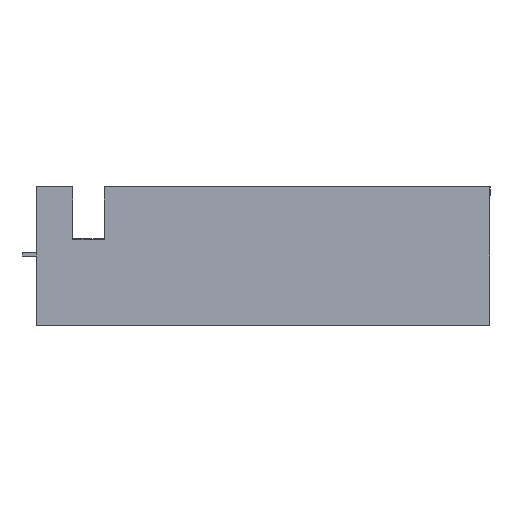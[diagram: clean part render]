
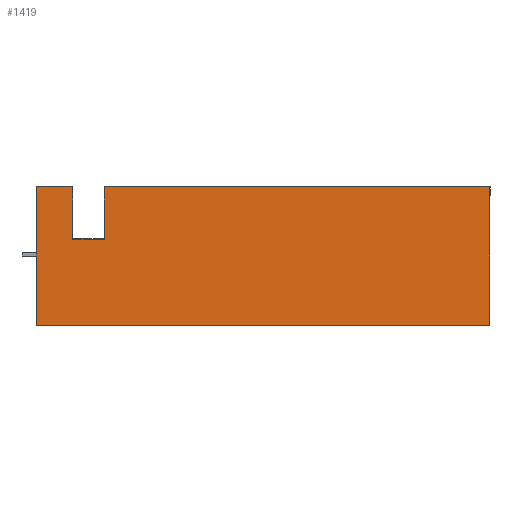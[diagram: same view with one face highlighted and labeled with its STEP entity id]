
A CAD part, left-side view. The second image highlights one B-rep face of the part: STEP entity #1419.
In plain terms, the highlighted planar face has unit normal (-1, 0, 0).
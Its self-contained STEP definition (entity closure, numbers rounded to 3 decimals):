
#92 = AXIS2_PLACEMENT_3D ( 'NONE', #6244, #1310, #1214 ) ;
#215 = LINE ( 'NONE', #2217, #4236 ) ;
#268 = VECTOR ( 'NONE', #3992, 1000. ) ;
#310 = VERTEX_POINT ( 'NONE', #6312 ) ;
#687 = EDGE_CURVE ( 'NONE', #1399, #310, #215, .T. ) ;
#764 = CARTESIAN_POINT ( 'NONE',  ( -0.4, -9.99, -0.4 ) ) ;
#872 = EDGE_CURVE ( 'NONE', #1399, #3843, #1607, .T. ) ;
#972 = LINE ( 'NONE', #2037, #268 ) ;
#1069 = VECTOR ( 'NONE', #5037, 1000. ) ;
#1071 = CARTESIAN_POINT ( 'NONE',  ( -0.4, 5.762, -0.4 ) ) ;
#1182 = ORIENTED_EDGE ( 'NONE', *, *, #3075, .F. ) ;
#1214 = DIRECTION ( 'NONE',  ( 0., 0., -1. ) ) ;
#1232 = CARTESIAN_POINT ( 'NONE',  ( -0.4, 3.393, 2.579 ) ) ;
#1244 = PLANE ( 'NONE',  #92 ) ;
#1310 = DIRECTION ( 'NONE',  ( 1., 0., 0. ) ) ;
#1399 = VERTEX_POINT ( 'NONE', #764 ) ;
#1419 = ADVANCED_FACE ( 'NONE', ( #4205 ), #1244, .F. ) ;
#1437 = CARTESIAN_POINT ( 'NONE',  ( -0.4, 3.393, 4.4 ) ) ;
#1500 = VERTEX_POINT ( 'NONE', #4856 ) ;
#1519 = VERTEX_POINT ( 'NONE', #4829 ) ;
#1556 = LINE ( 'NONE', #2484, #3635 ) ;
#1569 = ORIENTED_EDGE ( 'NONE', *, *, #1615, .F. ) ;
#1607 = LINE ( 'NONE', #2531, #5592 ) ;
#1615 = EDGE_CURVE ( 'NONE', #3360, #1500, #4583, .T. ) ;
#1623 = EDGE_LOOP ( 'NONE', ( #1182, #1569, #4760, #3381, #2168, #3910, #5528, #4235 ) ) ;
#1644 = VERTEX_POINT ( 'NONE', #1437 ) ;
#1675 = VECTOR ( 'NONE', #3199, 1000. ) ;
#1965 = EDGE_CURVE ( 'NONE', #3843, #3347, #3479, .T. ) ;
#2037 = CARTESIAN_POINT ( 'NONE',  ( -0.4, 2.252, 4.4 ) ) ;
#2061 = DIRECTION ( 'NONE',  ( 0., 1., 0. ) ) ;
#2168 = ORIENTED_EDGE ( 'NONE', *, *, #872, .F. ) ;
#2217 = CARTESIAN_POINT ( 'NONE',  ( -0.4, -9.99, 4.4 ) ) ;
#2330 = EDGE_CURVE ( 'NONE', #3360, #3347, #1556, .T. ) ;
#2484 = CARTESIAN_POINT ( 'NONE',  ( -0.4, 2.252, 4.4 ) ) ;
#2531 = CARTESIAN_POINT ( 'NONE',  ( -0.4, 2.252, -0.4 ) ) ;
#2697 = CARTESIAN_POINT ( 'NONE',  ( -0.4, 5.762, 4.4 ) ) ;
#2942 = EDGE_CURVE ( 'NONE', #1519, #1644, #5168, .T. ) ;
#3008 = VECTOR ( 'NONE', #3027, 1000. ) ;
#3027 = DIRECTION ( 'NONE',  ( 0., 0., 1. ) ) ;
#3075 = EDGE_CURVE ( 'NONE', #1500, #1519, #3682, .T. ) ;
#3199 = DIRECTION ( 'NONE',  ( 0., -1., 0. ) ) ;
#3347 = VERTEX_POINT ( 'NONE', #2697 ) ;
#3360 = VERTEX_POINT ( 'NONE', #6115 ) ;
#3381 = ORIENTED_EDGE ( 'NONE', *, *, #1965, .F. ) ;
#3479 = LINE ( 'NONE', #3505, #3008 ) ;
#3505 = CARTESIAN_POINT ( 'NONE',  ( -0.4, 5.762, 4.4 ) ) ;
#3635 = VECTOR ( 'NONE', #2061, 1000. ) ;
#3682 = LINE ( 'NONE', #1232, #1675 ) ;
#3843 = VERTEX_POINT ( 'NONE', #1071 ) ;
#3908 = DIRECTION ( 'NONE',  ( 0., 0., -1. ) ) ;
#3910 = ORIENTED_EDGE ( 'NONE', *, *, #687, .T. ) ;
#3992 = DIRECTION ( 'NONE',  ( 0., 1., 0. ) ) ;
#4185 = EDGE_CURVE ( 'NONE', #310, #1644, #972, .T. ) ;
#4205 = FACE_OUTER_BOUND ( 'NONE', #1623, .T. ) ;
#4235 = ORIENTED_EDGE ( 'NONE', *, *, #2942, .F. ) ;
#4236 = VECTOR ( 'NONE', #4627, 1000. ) ;
#4583 = LINE ( 'NONE', #5036, #5801 ) ;
#4584 = CARTESIAN_POINT ( 'NONE',  ( -0.4, 3.393, 2.579 ) ) ;
#4627 = DIRECTION ( 'NONE',  ( 0., 0., 1. ) ) ;
#4760 = ORIENTED_EDGE ( 'NONE', *, *, #2330, .T. ) ;
#4829 = CARTESIAN_POINT ( 'NONE',  ( -0.4, 3.393, 2.579 ) ) ;
#4856 = CARTESIAN_POINT ( 'NONE',  ( -0.4, 4.488, 2.579 ) ) ;
#5036 = CARTESIAN_POINT ( 'NONE',  ( -0.4, 4.488, 2.579 ) ) ;
#5037 = DIRECTION ( 'NONE',  ( 0., 0., 1. ) ) ;
#5168 = LINE ( 'NONE', #4584, #1069 ) ;
#5528 = ORIENTED_EDGE ( 'NONE', *, *, #4185, .T. ) ;
#5592 = VECTOR ( 'NONE', #6038, 1000. ) ;
#5801 = VECTOR ( 'NONE', #3908, 1000. ) ;
#6038 = DIRECTION ( 'NONE',  ( 0., 1., 0. ) ) ;
#6115 = CARTESIAN_POINT ( 'NONE',  ( -0.4, 4.488, 4.4 ) ) ;
#6244 = CARTESIAN_POINT ( 'NONE',  ( -0.4, 0., 0. ) ) ;
#6312 = CARTESIAN_POINT ( 'NONE',  ( -0.4, -9.99, 4.4 ) ) ;
